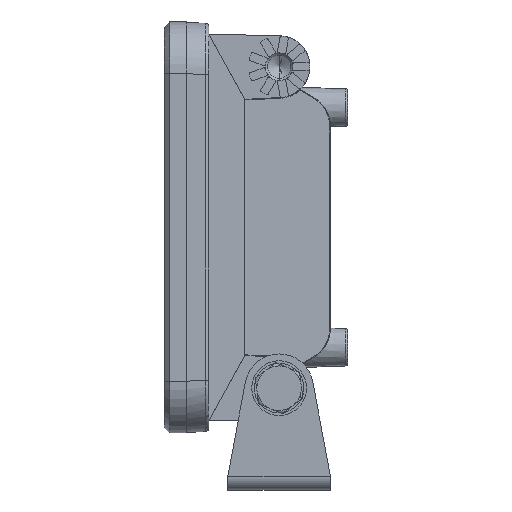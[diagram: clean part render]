
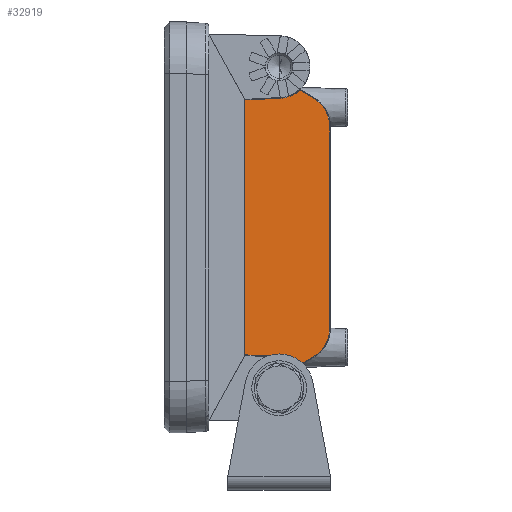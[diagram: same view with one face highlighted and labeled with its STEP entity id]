
A CAD part, left-side view. The second image highlights one B-rep face of the part: STEP entity #32919.
In plain terms, the highlighted planar face has unit normal (-0.999, -0.052, 0).
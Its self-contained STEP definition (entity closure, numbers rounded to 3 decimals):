
#1386 = VERTEX_POINT ( 'NONE', #6567 ) ;
#1413 = ORIENTED_EDGE ( 'NONE', *, *, #44231, .T. ) ;
#1479 = ORIENTED_EDGE ( 'NONE', *, *, #47717, .T. ) ;
#5041 = VERTEX_POINT ( 'NONE', #23518 ) ;
#5520 = DIRECTION ( 'NONE',  ( 0., 0., 1. ) ) ;
#6176 = VERTEX_POINT ( 'NONE', #30823 ) ;
#6182 = VERTEX_POINT ( 'NONE', #19379 ) ;
#6567 = CARTESIAN_POINT ( 'NONE',  ( -47.81, 0., 37.207 ) ) ;
#8144 = ORIENTED_EDGE ( 'NONE', *, *, #10413, .T. ) ;
#8835 = EDGE_CURVE ( 'NONE', #12435, #16979, #22545, .T. ) ;
#8974 = VECTOR ( 'NONE', #38735, 1000. ) ;
#9503 = LINE ( 'NONE', #43464, #53986 ) ;
#10413 = EDGE_CURVE ( 'NONE', #22730, #6182, #28308, .T. ) ;
#10727 = EDGE_CURVE ( 'NONE', #5041, #22730, #63557, .T. ) ;
#11339 = ORIENTED_EDGE ( 'NONE', *, *, #49495, .T. ) ;
#11709 = VECTOR ( 'NONE', #56342, 1000. ) ;
#12435 = VERTEX_POINT ( 'NONE', #14657 ) ;
#12460 = CARTESIAN_POINT ( 'NONE',  ( -46.51, -24.81, -32.862 ) ) ;
#12891 = DIRECTION ( 'NONE',  ( -0.999, -0.052, 0. ) ) ;
#14126 = EDGE_CURVE ( 'NONE', #55833, #5041, #61484, .T. ) ;
#14657 = CARTESIAN_POINT ( 'NONE',  ( -46.759, -20.053, -37.742 ) ) ;
#14744 = CARTESIAN_POINT ( 'NONE',  ( -46.51, -24.81, 29.338 ) ) ;
#16126 = CARTESIAN_POINT ( 'NONE',  ( -47.261, -10.471, -37.755 ) ) ;
#16677 = VECTOR ( 'NONE', #5520, 1000. ) ;
#16979 = VERTEX_POINT ( 'NONE', #27929 ) ;
#17106 = CARTESIAN_POINT ( 'NONE',  ( -46.51, -24.81, 29.338 ) ) ;
#17899 = CARTESIAN_POINT ( 'NONE',  ( -46.51, -24.81, 29.338 ) ) ;
#18323 = CARTESIAN_POINT ( 'NONE',  ( -47.261, -10.471, 37.755 ) ) ;
#19379 = CARTESIAN_POINT ( 'NONE',  ( -47.261, -10.471, 37.755 ) ) ;
#22460 = CARTESIAN_POINT ( 'NONE',  ( -47.048, -14.552, 38.677 ) ) ;
#22545 =( BOUNDED_CURVE ( )  B_SPLINE_CURVE ( 3, ( #42013, #23572, #12460, #29339 ),
 .UNSPECIFIED., .F., .T. ) 
 B_SPLINE_CURVE_WITH_KNOTS ( ( 4, 4 ),
 ( 5.253, 6.283 ),
 .UNSPECIFIED. ) 
 CURVE ( )  GEOMETRIC_REPRESENTATION_ITEM ( )  RATIONAL_B_SPLINE_CURVE ( ( 1., 0.913, 0.913, 1. ) ) 
 REPRESENTATION_ITEM ( '' )  );
#22730 = VERTEX_POINT ( 'NONE', #32180 ) ;
#22798 = ORIENTED_EDGE ( 'NONE', *, *, #10727, .T. ) ;
#23518 = CARTESIAN_POINT ( 'NONE',  ( -46.759, -20.053, 37.742 ) ) ;
#23572 = CARTESIAN_POINT ( 'NONE',  ( -46.601, -23.074, -35.928 ) ) ;
#24609 = CARTESIAN_POINT ( 'NONE',  ( -46.759, -20.053, 37.742 ) ) ;
#25955 = VECTOR ( 'NONE', #70495, 1000. ) ;
#27565 = CARTESIAN_POINT ( 'NONE',  ( -47.81, 0., 40.334 ) ) ;
#27929 = CARTESIAN_POINT ( 'NONE',  ( -46.51, -24.81, -29.338 ) ) ;
#28308 =( BOUNDED_CURVE ( )  B_SPLINE_CURVE ( 3, ( #41177, #22460, #41442, #18323 ),
 .UNSPECIFIED., .F., .F. ) 
 B_SPLINE_CURVE_WITH_KNOTS ( ( 4, 4 ),
 ( 0.84, 1.518 ),
 .UNSPECIFIED. ) 
 CURVE ( )  GEOMETRIC_REPRESENTATION_ITEM ( )  RATIONAL_B_SPLINE_CURVE ( ( 1., 0.962, 0.962, 1. ) ) 
 REPRESENTATION_ITEM ( '' )  );
#29217 = VECTOR ( 'NONE', #69478, 1000. ) ;
#29339 = CARTESIAN_POINT ( 'NONE',  ( -46.51, -24.81, -29.338 ) ) ;
#30341 = ORIENTED_EDGE ( 'NONE', *, *, #56549, .T. ) ;
#30823 = CARTESIAN_POINT ( 'NONE',  ( -47.261, -10.471, -37.755 ) ) ;
#31555 = CARTESIAN_POINT ( 'NONE',  ( -46.5, -25., 40.334 ) ) ;
#32180 = CARTESIAN_POINT ( 'NONE',  ( -46.965, -16.132, 40.094 ) ) ;
#32512 = ORIENTED_EDGE ( 'NONE', *, *, #66904, .T. ) ;
#32663 = CARTESIAN_POINT ( 'NONE',  ( -46.601, -23.074, 35.928 ) ) ;
#32919 = ADVANCED_FACE ( 'NONE', ( #46977 ), #66948, .T. ) ;
#33428 = LINE ( 'NONE', #40320, #25955 ) ;
#37042 = VERTEX_POINT ( 'NONE', #73897 ) ;
#37995 = CARTESIAN_POINT ( 'NONE',  ( -46.971, -16.01, 40.167 ) ) ;
#38735 = DIRECTION ( 'NONE',  ( 0., 0., -1. ) ) ;
#40320 = CARTESIAN_POINT ( 'NONE',  ( -46.715, -20.89, -38.301 ) ) ;
#40770 = CARTESIAN_POINT ( 'NONE',  ( -47.048, -14.552, -38.677 ) ) ;
#41177 = CARTESIAN_POINT ( 'NONE',  ( -46.965, -16.132, 40.094 ) ) ;
#41305 = CARTESIAN_POINT ( 'NONE',  ( -46.965, -16.132, -40.094 ) ) ;
#41442 = CARTESIAN_POINT ( 'NONE',  ( -47.15, -12.591, 37.866 ) ) ;
#42013 = CARTESIAN_POINT ( 'NONE',  ( -46.759, -20.053, -37.742 ) ) ;
#43464 = CARTESIAN_POINT ( 'NONE',  ( -47.81, -0.01, 37.207 ) ) ;
#44231 = EDGE_CURVE ( 'NONE', #37042, #6176, #33428, .T. ) ;
#46752 = EDGE_LOOP ( 'NONE', ( #8144, #56250, #11339, #1413, #30341, #32512, #74626, #1479, #75866, #22798 ) ) ;
#46977 = FACE_OUTER_BOUND ( 'NONE', #46752, .T. ) ;
#47717 = EDGE_CURVE ( 'NONE', #16979, #55833, #48238, .T. ) ;
#48238 = LINE ( 'NONE', #17899, #16677 ) ;
#49495 = EDGE_CURVE ( 'NONE', #1386, #37042, #71952, .T. ) ;
#50702 = AXIS2_PLACEMENT_3D ( 'NONE', #31555, #12891, #54580 ) ;
#53607 = VERTEX_POINT ( 'NONE', #74027 ) ;
#53808 =( BOUNDED_CURVE ( )  B_SPLINE_CURVE ( 3, ( #16126, #71196, #40770, #41305 ),
 .UNSPECIFIED., .F., .F. ) 
 B_SPLINE_CURVE_WITH_KNOTS ( ( 4, 4 ),
 ( 4.765, 5.443 ),
 .UNSPECIFIED. ) 
 CURVE ( )  GEOMETRIC_REPRESENTATION_ITEM ( )  RATIONAL_B_SPLINE_CURVE ( ( 1., 0.962, 0.962, 1. ) ) 
 REPRESENTATION_ITEM ( '' )  );
#53986 = VECTOR ( 'NONE', #55334, 1000. ) ;
#54413 = CARTESIAN_POINT ( 'NONE',  ( -46.51, -24.81, 32.862 ) ) ;
#54580 = DIRECTION ( 'NONE',  ( 0.052, -0.999, 0. ) ) ;
#55334 = DIRECTION ( 'NONE',  ( -0.052, 0.997, -0.052 ) ) ;
#55833 = VERTEX_POINT ( 'NONE', #17106 ) ;
#56250 = ORIENTED_EDGE ( 'NONE', *, *, #66787, .T. ) ;
#56342 = DIRECTION ( 'NONE',  ( -0.045, 0.857, 0.514 ) ) ;
#56549 = EDGE_CURVE ( 'NONE', #6176, #53607, #53808, .T. ) ;
#61484 =( BOUNDED_CURVE ( )  B_SPLINE_CURVE ( 3, ( #14744, #54413, #32663, #24609 ),
 .UNSPECIFIED., .F., .T. ) 
 B_SPLINE_CURVE_WITH_KNOTS ( ( 4, 4 ),
 ( 0., 1.03 ),
 .UNSPECIFIED. ) 
 CURVE ( )  GEOMETRIC_REPRESENTATION_ITEM ( )  RATIONAL_B_SPLINE_CURVE ( ( 1., 0.913, 0.913, 1. ) ) 
 REPRESENTATION_ITEM ( '' )  );
#63557 = LINE ( 'NONE', #37995, #11709 ) ;
#66787 = EDGE_CURVE ( 'NONE', #6182, #1386, #9503, .T. ) ;
#66904 = EDGE_CURVE ( 'NONE', #53607, #12435, #69927, .T. ) ;
#66948 = PLANE ( 'NONE',  #50702 ) ;
#68993 = CARTESIAN_POINT ( 'NONE',  ( -46.76, -20.045, -37.746 ) ) ;
#69478 = DIRECTION ( 'NONE',  ( 0.045, -0.857, 0.514 ) ) ;
#69927 = LINE ( 'NONE', #68993, #29217 ) ;
#70495 = DIRECTION ( 'NONE',  ( 0.052, -0.997, -0.052 ) ) ;
#71196 = CARTESIAN_POINT ( 'NONE',  ( -47.15, -12.591, -37.866 ) ) ;
#71952 = LINE ( 'NONE', #27565, #8974 ) ;
#73897 = CARTESIAN_POINT ( 'NONE',  ( -47.81, 0., -37.207 ) ) ;
#74027 = CARTESIAN_POINT ( 'NONE',  ( -46.965, -16.132, -40.094 ) ) ;
#74626 = ORIENTED_EDGE ( 'NONE', *, *, #8835, .T. ) ;
#75866 = ORIENTED_EDGE ( 'NONE', *, *, #14126, .T. ) ;
